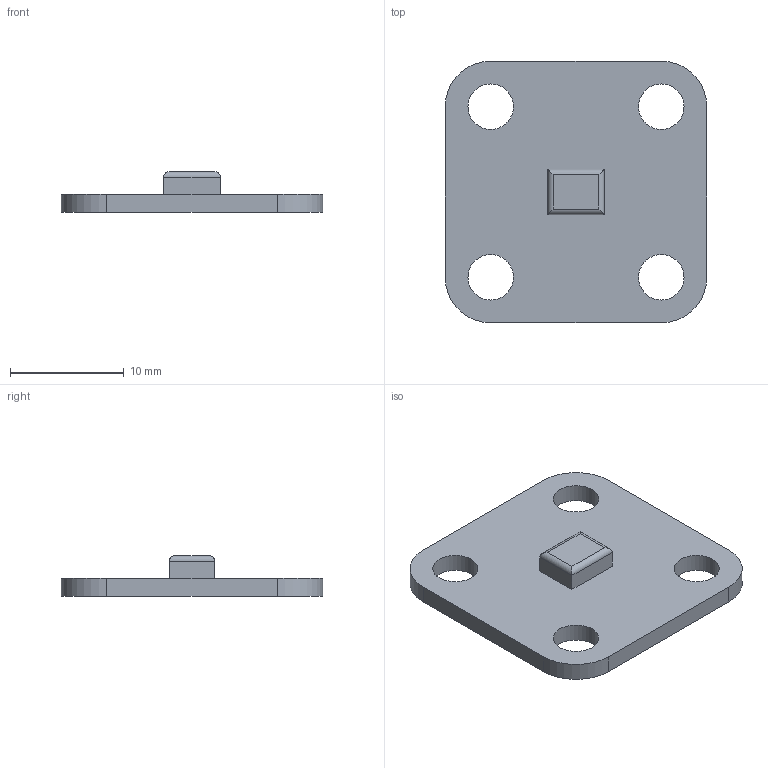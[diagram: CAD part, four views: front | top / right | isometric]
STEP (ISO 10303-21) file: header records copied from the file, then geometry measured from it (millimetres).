
FILE_DESCRIPTION(/* description */ (''),/* implementation_level */ '2;1');
FILE_NAME(/* name */ 'AS5600 Magnetic Encoder v4.step',/* time_stamp */ '2022-02-01T16:37:01+00:00',/* author */ (''),/* organization */ (''),/* preprocessor_version */ 'ST-DEVELOPER v18.1',/* originating_system */ 'Autodesk Translation Framework v10.10.0.1391',/* authorisation */ '');
FILE_SCHEMA (('AUTOMOTIVE_DESIGN { 1 0 10303 214 3 1 1 }'));
Length unit declared in the file: millimetre
Products named in the file (1): AS5600 Magnetic Encoder
Bounding box: 23 x 23 x 3.6 mm (x, y, z)
Volume: 783.1 mm3; surface area: 1218.6 mm2
Topology: 2 solids, 2 shells, 24 faces, 56 edges, 36 vertices
Faces by surface type: cylinder 12, plane 12
Full cylindrical faces by diameter (mm): 4 x4
Entity records: 750 total; most frequent: DIRECTION 126, CARTESIAN_POINT 117, ORIENTED_EDGE 112, EDGE_CURVE 56, AXIS2_PLACEMENT_3D 45, LINE 36, VECTOR 36, VERTEX_POINT 36
